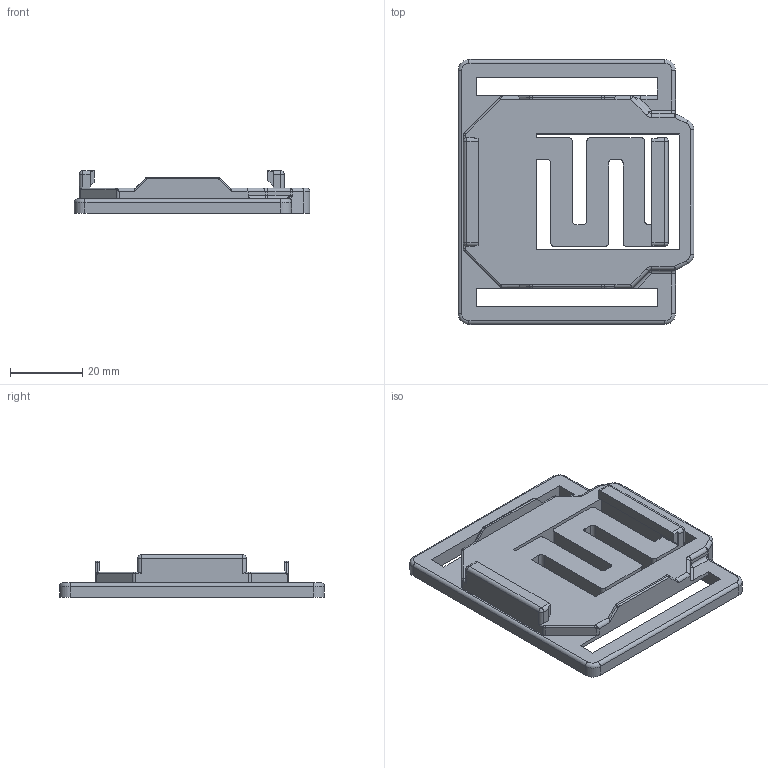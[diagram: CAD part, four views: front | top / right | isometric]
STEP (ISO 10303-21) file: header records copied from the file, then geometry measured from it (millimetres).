
FILE_DESCRIPTION (( 'STEP AP214' ), '1' );
FILE_NAME ('辦莞菁釱_5cm.STEP', '2024-09-11T18:52:39', ( 'Windows 蚚誧' ), ( '' ), 'SwSTEP 2.0', 'SolidWorks 2022', '' );
FILE_SCHEMA (( 'AUTOMOTIVE_DESIGN' ));
Length unit declared in the file: millimetre
Products named in the file (1): 快拆底座_5cm
Bounding box: 65.07 x 73.14 x 11.8 mm (x, y, z)
Volume: 22613.3 mm3; surface area: 13149.6 mm2
Topology: 1 solids, 1 shells, 176 faces, 466 edges, 279 vertices
Faces by surface type: cylinder 73, plane 71, torus 16, sphere 9, bspline 7
Entity records: 5486 total; most frequent: CARTESIAN_POINT 1154, DIRECTION 915, ORIENTED_EDGE 910, EDGE_CURVE 455, AXIS2_PLACEMENT_3D 320, VERTEX_POINT 279, LINE 275, VECTOR 275
